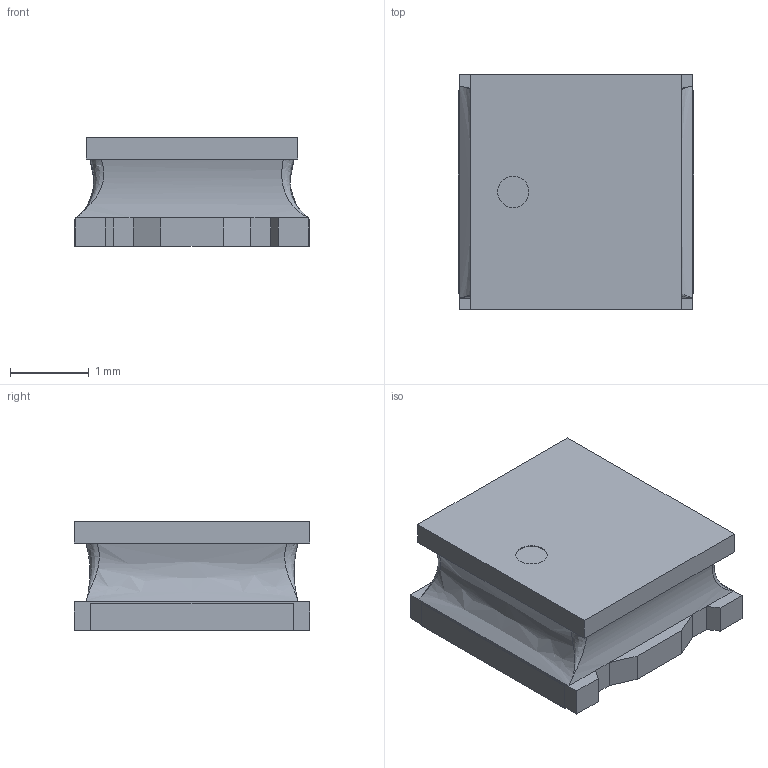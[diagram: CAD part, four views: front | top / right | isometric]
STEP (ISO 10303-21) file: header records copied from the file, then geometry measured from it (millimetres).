
FILE_DESCRIPTION(('CATIA V5 STEP Exchange'),'2;1');
FILE_NAME('LQH3N_M0.stp','2012-09-26T05:31:54+00:00',('none'),('none'),'CATIA Version 5 Release 20 SP 5 (IN-10)','CATIA V5 STEP AP214','none');
FILE_SCHEMA(('AUTOMOTIVE_DESIGN { 1 0 10303 214 1 1 1 1 }'));
Length unit declared in the file: millimetre
Products named in the file (1): Part1
Bounding box: 3 x 3 x 1.4 mm (x, y, z)
Volume: 10.5 mm3; surface area: 34.7 mm2
Topology: 1 solids, 1 shells, 69 faces, 184 edges, 115 vertices
Faces by surface type: plane 52, bspline 7, extrusion 6, cylinder 4
Entity records: 2782 total; most frequent: CARTESIAN_POINT 876, ORIENTED_EDGE 348, DIRECTION 228, EDGE_CURVE 174, VECTOR 156, LINE 150, VERTEX_POINT 112, EDGE_LOOP 68
